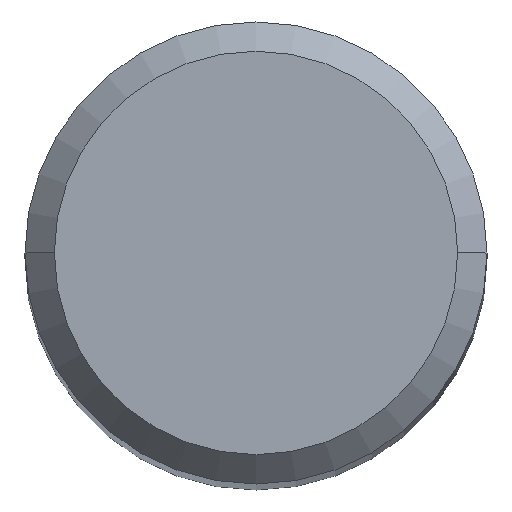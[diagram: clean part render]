
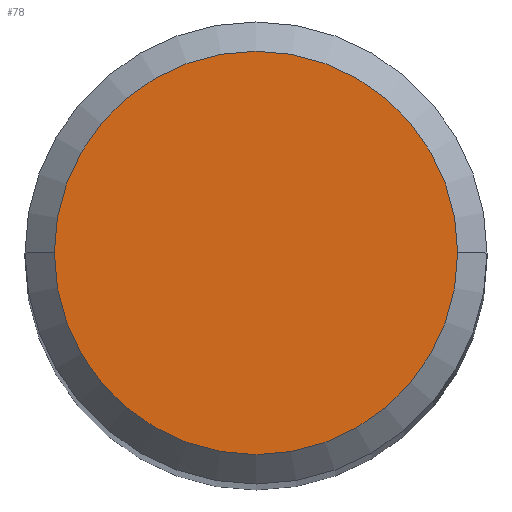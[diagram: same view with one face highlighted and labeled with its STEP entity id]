
A CAD part, top view. The second image highlights one B-rep face of the part: STEP entity #78.
In plain terms, the highlighted planar face has unit normal (0, 0, 1).
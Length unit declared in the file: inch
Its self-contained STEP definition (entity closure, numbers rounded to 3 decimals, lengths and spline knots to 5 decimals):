
#19 = CARTESIAN_POINT ( 'NONE',  ( -0.10311, 0., 2.24409 ) ) ;
#33 = ORIENTED_EDGE ( 'NONE', *, *, #175, .T. ) ;
#36 = VERTEX_POINT ( 'NONE', #19 ) ;
#46 = CARTESIAN_POINT ( 'NONE',  ( 0., 0., 2.24409 ) ) ;
#78 = ADVANCED_FACE ( 'NONE', ( #227 ), #228, .T. ) ;
#80 = DIRECTION ( 'NONE',  ( 0., 0., 1. ) ) ;
#89 = AXIS2_PLACEMENT_3D ( 'NONE', #46, #80, #374 ) ;
#95 = AXIS2_PLACEMENT_3D ( 'NONE', #185, #297, #208 ) ;
#123 = VERTEX_POINT ( 'NONE', #368 ) ;
#128 = CARTESIAN_POINT ( 'NONE',  ( 0., 0., 2.24409 ) ) ;
#132 = CIRCLE ( 'NONE', #373, 0.10311 ) ;
#175 = EDGE_CURVE ( 'NONE', #36, #123, #221, .T. ) ;
#184 = ORIENTED_EDGE ( 'NONE', *, *, #379, .T. ) ;
#185 = CARTESIAN_POINT ( 'NONE',  ( 0., 0., 2.24409 ) ) ;
#208 = DIRECTION ( 'NONE',  ( 1., 0., 0. ) ) ;
#221 = CIRCLE ( 'NONE', #95, 0.10311 ) ;
#227 = FACE_OUTER_BOUND ( 'NONE', #294, .T. ) ;
#228 = PLANE ( 'NONE',  #89 ) ;
#250 = DIRECTION ( 'NONE',  ( 0., 0., 1. ) ) ;
#294 = EDGE_LOOP ( 'NONE', ( #33, #184 ) ) ;
#297 = DIRECTION ( 'NONE',  ( 0., 0., 1. ) ) ;
#366 = DIRECTION ( 'NONE',  ( 1., 0., 0. ) ) ;
#368 = CARTESIAN_POINT ( 'NONE',  ( 0.10311, 0., 2.24409 ) ) ;
#373 = AXIS2_PLACEMENT_3D ( 'NONE', #128, #250, #366 ) ;
#374 = DIRECTION ( 'NONE',  ( 1., 0., 0. ) ) ;
#379 = EDGE_CURVE ( 'NONE', #123, #36, #132, .T. ) ;
